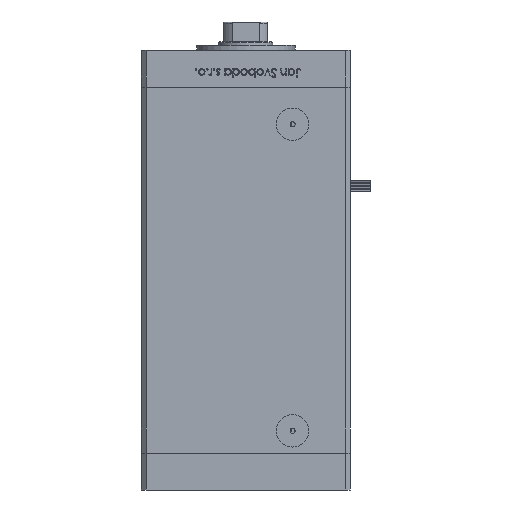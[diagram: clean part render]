
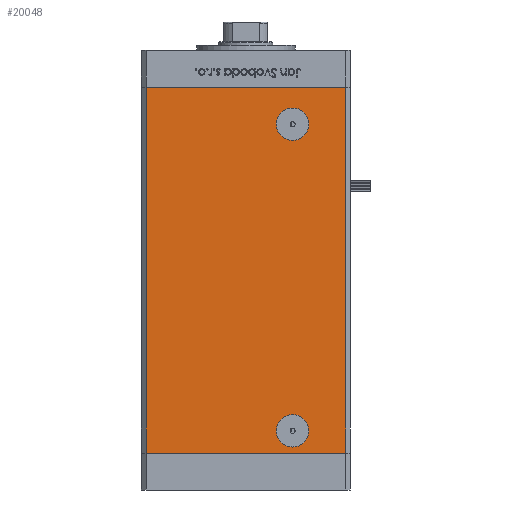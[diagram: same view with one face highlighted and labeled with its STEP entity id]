
A CAD part, front view. The second image highlights one B-rep face of the part: STEP entity #20048.
In plain terms, the highlighted planar face has unit normal (0, -1, 0).
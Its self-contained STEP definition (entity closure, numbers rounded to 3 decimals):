
#675 = CIRCLE ( 'NONE', #31845, 6.58 ) ;
#740 = CARTESIAN_POINT ( 'NONE',  ( 19., -37.5, 9. ) ) ;
#1485 = CARTESIAN_POINT ( 'NONE',  ( 40.5, -37.5, 148.5 ) ) ;
#1510 = CARTESIAN_POINT ( 'NONE',  ( 19., -37.5, 126.92 ) ) ;
#2856 = CARTESIAN_POINT ( 'NONE',  ( 40.5, -37.5, 0. ) ) ;
#3637 = ORIENTED_EDGE ( 'NONE', *, *, #18999, .F. ) ;
#3775 = LINE ( 'NONE', #16625, #7237 ) ;
#3921 = DIRECTION ( 'NONE',  ( 0., 1., 0. ) ) ;
#4436 = ORIENTED_EDGE ( 'NONE', *, *, #28932, .T. ) ;
#4692 = DIRECTION ( 'NONE',  ( 0., 0., -1. ) ) ;
#4923 = DIRECTION ( 'NONE',  ( 0., 0., -1. ) ) ;
#5476 = DIRECTION ( 'NONE',  ( 0., -1., 0. ) ) ;
#5613 = EDGE_CURVE ( 'NONE', #11051, #33162, #3775, .T. ) ;
#7237 = VECTOR ( 'NONE', #11314, 1000. ) ;
#7560 = CARTESIAN_POINT ( 'NONE',  ( -40.5, -37.5, 0. ) ) ;
#7612 = CIRCLE ( 'NONE', #45887, 6.58 ) ;
#8123 = PLANE ( 'NONE',  #9338 ) ;
#8884 = ORIENTED_EDGE ( 'NONE', *, *, #14890, .T. ) ;
#9338 = AXIS2_PLACEMENT_3D ( 'NONE', #25120, #3921, #53861 ) ;
#9989 = CIRCLE ( 'NONE', #27761, 6.58 ) ;
#11051 = VERTEX_POINT ( 'NONE', #13407 ) ;
#11314 = DIRECTION ( 'NONE',  ( 0., 0., -1. ) ) ;
#11447 = EDGE_CURVE ( 'NONE', #29157, #19773, #9989, .T. ) ;
#11806 = CARTESIAN_POINT ( 'NONE',  ( 40.5, -37.5, 148.5 ) ) ;
#12082 = LINE ( 'NONE', #11806, #47620 ) ;
#13407 = CARTESIAN_POINT ( 'NONE',  ( -40.5, -37.5, 148.5 ) ) ;
#14360 = VERTEX_POINT ( 'NONE', #39314 ) ;
#14442 = ORIENTED_EDGE ( 'NONE', *, *, #14864, .F. ) ;
#14864 = EDGE_CURVE ( 'NONE', #11051, #52639, #31623, .T. ) ;
#14890 = EDGE_CURVE ( 'NONE', #19773, #29157, #16327, .T. ) ;
#16327 = CIRCLE ( 'NONE', #47491, 6.58 ) ;
#16625 = CARTESIAN_POINT ( 'NONE',  ( -40.5, -37.5, 148.5 ) ) ;
#18999 = EDGE_CURVE ( 'NONE', #52639, #22272, #12082, .T. ) ;
#19773 = VERTEX_POINT ( 'NONE', #1510 ) ;
#20005 = EDGE_LOOP ( 'NONE', ( #26778, #24557 ) ) ;
#20048 = ADVANCED_FACE ( 'NONE', ( #24560, #20671, #46331 ), #8123, .F. ) ;
#20671 = FACE_OUTER_BOUND ( 'NONE', #31997, .T. ) ;
#22272 = VERTEX_POINT ( 'NONE', #2856 ) ;
#23030 = DIRECTION ( 'NONE',  ( 0., -1., 0. ) ) ;
#23257 = CARTESIAN_POINT ( 'NONE',  ( -40.5, -37.5, 148.5 ) ) ;
#23839 = CARTESIAN_POINT ( 'NONE',  ( 19., -37.5, 9. ) ) ;
#24557 = ORIENTED_EDGE ( 'NONE', *, *, #41592, .F. ) ;
#24560 = FACE_BOUND ( 'NONE', #20005, .T. ) ;
#25120 = CARTESIAN_POINT ( 'NONE',  ( -40.5, -37.5, 148.5 ) ) ;
#26778 = ORIENTED_EDGE ( 'NONE', *, *, #35432, .F. ) ;
#27259 = DIRECTION ( 'NONE',  ( 0., 1., 0. ) ) ;
#27427 = DIRECTION ( 'NONE',  ( 0., 0., -1. ) ) ;
#27761 = AXIS2_PLACEMENT_3D ( 'NONE', #35649, #27259, #4692 ) ;
#28857 = EDGE_LOOP ( 'NONE', ( #8884, #31975 ) ) ;
#28932 = EDGE_CURVE ( 'NONE', #33162, #22272, #33770, .T. ) ;
#29157 = VERTEX_POINT ( 'NONE', #36503 ) ;
#29290 = CARTESIAN_POINT ( 'NONE',  ( 19., -37.5, 15.58 ) ) ;
#29857 = DIRECTION ( 'NONE',  ( 1., 0., 0. ) ) ;
#30715 = ORIENTED_EDGE ( 'NONE', *, *, #5613, .T. ) ;
#31358 = DIRECTION ( 'NONE',  ( 0., 1., 0. ) ) ;
#31623 = LINE ( 'NONE', #23257, #54596 ) ;
#31845 = AXIS2_PLACEMENT_3D ( 'NONE', #740, #5476, #4923 ) ;
#31975 = ORIENTED_EDGE ( 'NONE', *, *, #11447, .T. ) ;
#31997 = EDGE_LOOP ( 'NONE', ( #4436, #3637, #14442, #30715 ) ) ;
#33162 = VERTEX_POINT ( 'NONE', #45196 ) ;
#33770 = LINE ( 'NONE', #7560, #48524 ) ;
#34134 = VERTEX_POINT ( 'NONE', #29290 ) ;
#35432 = EDGE_CURVE ( 'NONE', #14360, #34134, #7612, .T. ) ;
#35649 = CARTESIAN_POINT ( 'NONE',  ( 19., -37.5, 133.5 ) ) ;
#36503 = CARTESIAN_POINT ( 'NONE',  ( 19., -37.5, 140.08 ) ) ;
#39314 = CARTESIAN_POINT ( 'NONE',  ( 19., -37.5, 2.42 ) ) ;
#40052 = DIRECTION ( 'NONE',  ( 0., 0., -1. ) ) ;
#40275 = CARTESIAN_POINT ( 'NONE',  ( 19., -37.5, 133.5 ) ) ;
#41592 = EDGE_CURVE ( 'NONE', #34134, #14360, #675, .T. ) ;
#45196 = CARTESIAN_POINT ( 'NONE',  ( -40.5, -37.5, 0. ) ) ;
#45887 = AXIS2_PLACEMENT_3D ( 'NONE', #23839, #23030, #40052 ) ;
#46331 = FACE_BOUND ( 'NONE', #28857, .T. ) ;
#47491 = AXIS2_PLACEMENT_3D ( 'NONE', #40275, #31358, #27427 ) ;
#47620 = VECTOR ( 'NONE', #49741, 1000. ) ;
#48524 = VECTOR ( 'NONE', #29857, 1000. ) ;
#49741 = DIRECTION ( 'NONE',  ( 0., 0., -1. ) ) ;
#52639 = VERTEX_POINT ( 'NONE', #1485 ) ;
#53103 = DIRECTION ( 'NONE',  ( 1., 0., 0. ) ) ;
#53861 = DIRECTION ( 'NONE',  ( 0., 0., 1. ) ) ;
#54596 = VECTOR ( 'NONE', #53103, 1000. ) ;
